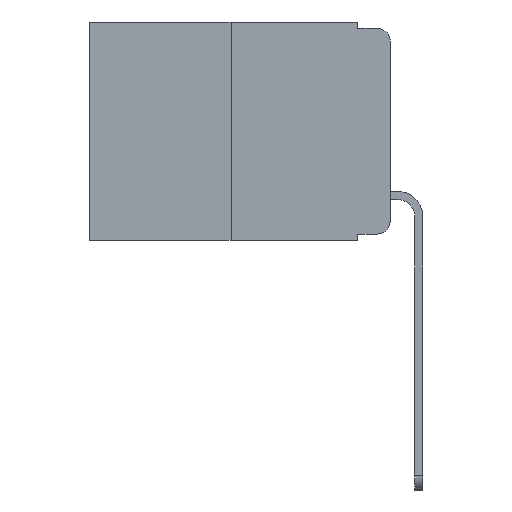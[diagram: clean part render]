
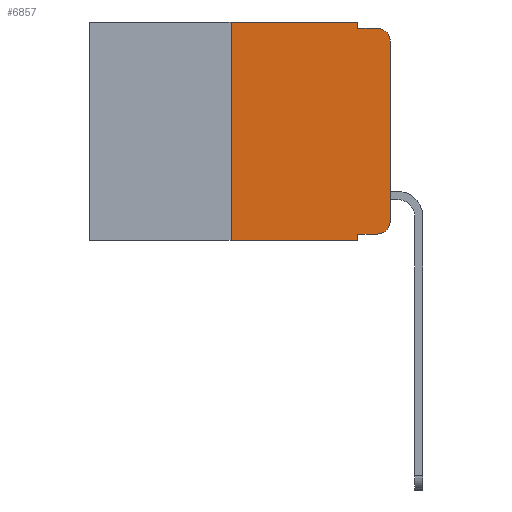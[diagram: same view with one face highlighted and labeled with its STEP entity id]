
A CAD part, left-side view. The second image highlights one B-rep face of the part: STEP entity #6857.
In plain terms, the highlighted planar face has unit normal (-1, 0, 0).
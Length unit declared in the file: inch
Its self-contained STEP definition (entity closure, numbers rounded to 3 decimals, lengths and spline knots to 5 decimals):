
#277 = VERTEX_POINT ( 'NONE', #4379 ) ;
#433 = AXIS2_PLACEMENT_3D ( 'NONE', #3556, #3483, #1176 ) ;
#629 = EDGE_CURVE ( 'NONE', #2653, #9785, #11473, .T. ) ;
#667 = VERTEX_POINT ( 'NONE', #10531 ) ;
#706 = DIRECTION ( 'NONE',  ( 0., 0., -1. ) ) ;
#1176 = DIRECTION ( 'NONE',  ( 0., 0., -1. ) ) ;
#1350 = EDGE_CURVE ( 'NONE', #3350, #7324, #1590, .T. ) ;
#1590 = LINE ( 'NONE', #2562, #10887 ) ;
#1793 = VERTEX_POINT ( 'NONE', #10148 ) ;
#2044 = EDGE_CURVE ( 'NONE', #7324, #8817, #6747, .T. ) ;
#2562 = CARTESIAN_POINT ( 'NONE',  ( 0., 0.051, 0. ) ) ;
#2584 = CARTESIAN_POINT ( 'NONE',  ( 0., 0.25, 0. ) ) ;
#2653 = VERTEX_POINT ( 'NONE', #2931 ) ;
#2656 = DIRECTION ( 'NONE',  ( 0., 0., 1. ) ) ;
#2728 = EDGE_CURVE ( 'NONE', #667, #8817, #8496, .T. ) ;
#2909 = CARTESIAN_POINT ( 'NONE',  ( 0., 0.473, -0.343 ) ) ;
#2915 = DIRECTION ( 'NONE',  ( 0., -1., 0. ) ) ;
#2931 = CARTESIAN_POINT ( 'NONE',  ( 0., 0.25, -0.343 ) ) ;
#2945 = LINE ( 'NONE', #9680, #7553 ) ;
#2972 = VERTEX_POINT ( 'NONE', #4543 ) ;
#3350 = VERTEX_POINT ( 'NONE', #4198 ) ;
#3384 = EDGE_CURVE ( 'NONE', #277, #667, #2945, .T. ) ;
#3483 = DIRECTION ( 'NONE',  ( -1., 0., 0. ) ) ;
#3515 = CARTESIAN_POINT ( 'NONE',  ( 0., 0.473, 0. ) ) ;
#3556 = CARTESIAN_POINT ( 'NONE',  ( 0., 0.02, -0.03 ) ) ;
#3583 = ORIENTED_EDGE ( 'NONE', *, *, #2728, .T. ) ;
#3861 = ORIENTED_EDGE ( 'NONE', *, *, #10672, .T. ) ;
#4008 = VECTOR ( 'NONE', #706, 39.37008 ) ;
#4198 = CARTESIAN_POINT ( 'NONE',  ( 0., 0.051, 0. ) ) ;
#4379 = CARTESIAN_POINT ( 'NONE',  ( 0., 0., -0.313 ) ) ;
#4472 = DIRECTION ( 'NONE',  ( 0., 0., -1. ) ) ;
#4543 = CARTESIAN_POINT ( 'NONE',  ( 0., 0.051, -0.333 ) ) ;
#4680 = EDGE_LOOP ( 'NONE', ( #5497, #3583, #11661, #6349, #8116, #5239, #10880, #9457, #3861, #10298 ) ) ;
#4859 = DIRECTION ( 'NONE',  ( 0., -1., 0. ) ) ;
#4919 = FACE_OUTER_BOUND ( 'NONE', #4680, .T. ) ;
#5078 = VERTEX_POINT ( 'NONE', #10950 ) ;
#5237 = CARTESIAN_POINT ( 'NONE',  ( 0., 0.051, -0.01 ) ) ;
#5239 = ORIENTED_EDGE ( 'NONE', *, *, #629, .F. ) ;
#5383 = PLANE ( 'NONE',  #6381 ) ;
#5409 = CARTESIAN_POINT ( 'NONE',  ( 0., 0.02, -0.01 ) ) ;
#5458 = CARTESIAN_POINT ( 'NONE',  ( 0., 0.051, -0.333 ) ) ;
#5477 = DIRECTION ( 'NONE',  ( 0., 0., -1. ) ) ;
#5497 = ORIENTED_EDGE ( 'NONE', *, *, #3384, .T. ) ;
#5668 = EDGE_CURVE ( 'NONE', #2653, #5078, #10916, .T. ) ;
#5850 = DIRECTION ( 'NONE',  ( -1., 0., 0. ) ) ;
#6137 = VECTOR ( 'NONE', #2656, 39.37008 ) ;
#6189 = VECTOR ( 'NONE', #10586, 39.37008 ) ;
#6349 = ORIENTED_EDGE ( 'NONE', *, *, #1350, .F. ) ;
#6381 = AXIS2_PLACEMENT_3D ( 'NONE', #3515, #9721, #4472 ) ;
#6447 = DIRECTION ( 'NONE',  ( 0., -1., 0. ) ) ;
#6719 = LINE ( 'NONE', #7372, #4008 ) ;
#6741 = LINE ( 'NONE', #5458, #6189 ) ;
#6747 = LINE ( 'NONE', #10912, #8780 ) ;
#6857 = ADVANCED_FACE ( 'NONE', ( #4919 ), #5383, .F. ) ;
#7289 = LINE ( 'NONE', #7296, #11238 ) ;
#7296 = CARTESIAN_POINT ( 'NONE',  ( 0., 0.473, 0. ) ) ;
#7324 = VERTEX_POINT ( 'NONE', #5237 ) ;
#7372 = CARTESIAN_POINT ( 'NONE',  ( 0., 0.051, 0. ) ) ;
#7553 = VECTOR ( 'NONE', #11712, 39.37008 ) ;
#7988 = CIRCLE ( 'NONE', #10013, 0.02 ) ;
#8116 = ORIENTED_EDGE ( 'NONE', *, *, #11759, .F. ) ;
#8435 = VECTOR ( 'NONE', #4859, 39.37008 ) ;
#8496 = CIRCLE ( 'NONE', #433, 0.02 ) ;
#8780 = VECTOR ( 'NONE', #2915, 39.37008 ) ;
#8817 = VERTEX_POINT ( 'NONE', #5409 ) ;
#9457 = ORIENTED_EDGE ( 'NONE', *, *, #11827, .F. ) ;
#9680 = CARTESIAN_POINT ( 'NONE',  ( 0., 0., 0. ) ) ;
#9721 = DIRECTION ( 'NONE',  ( 1., 0., 0. ) ) ;
#9785 = VERTEX_POINT ( 'NONE', #2584 ) ;
#10013 = AXIS2_PLACEMENT_3D ( 'NONE', #10973, #5850, #11831 ) ;
#10113 = EDGE_CURVE ( 'NONE', #1793, #277, #7988, .T. ) ;
#10148 = CARTESIAN_POINT ( 'NONE',  ( 0., 0.02, -0.333 ) ) ;
#10298 = ORIENTED_EDGE ( 'NONE', *, *, #10113, .T. ) ;
#10488 = CARTESIAN_POINT ( 'NONE',  ( 0., 0.25, 0. ) ) ;
#10531 = CARTESIAN_POINT ( 'NONE',  ( 0., 0., -0.03 ) ) ;
#10586 = DIRECTION ( 'NONE',  ( 0., -1., 0. ) ) ;
#10672 = EDGE_CURVE ( 'NONE', #2972, #1793, #6741, .T. ) ;
#10880 = ORIENTED_EDGE ( 'NONE', *, *, #5668, .T. ) ;
#10887 = VECTOR ( 'NONE', #5477, 39.37008 ) ;
#10912 = CARTESIAN_POINT ( 'NONE',  ( 0., 0.051, -0.01 ) ) ;
#10916 = LINE ( 'NONE', #2909, #8435 ) ;
#10950 = CARTESIAN_POINT ( 'NONE',  ( 0., 0.051, -0.343 ) ) ;
#10973 = CARTESIAN_POINT ( 'NONE',  ( 0., 0.02, -0.313 ) ) ;
#11238 = VECTOR ( 'NONE', #6447, 39.37008 ) ;
#11473 = LINE ( 'NONE', #10488, #6137 ) ;
#11661 = ORIENTED_EDGE ( 'NONE', *, *, #2044, .F. ) ;
#11712 = DIRECTION ( 'NONE',  ( 0., 0., 1. ) ) ;
#11759 = EDGE_CURVE ( 'NONE', #9785, #3350, #7289, .T. ) ;
#11827 = EDGE_CURVE ( 'NONE', #2972, #5078, #6719, .T. ) ;
#11831 = DIRECTION ( 'NONE',  ( 0., 0., -1. ) ) ;
